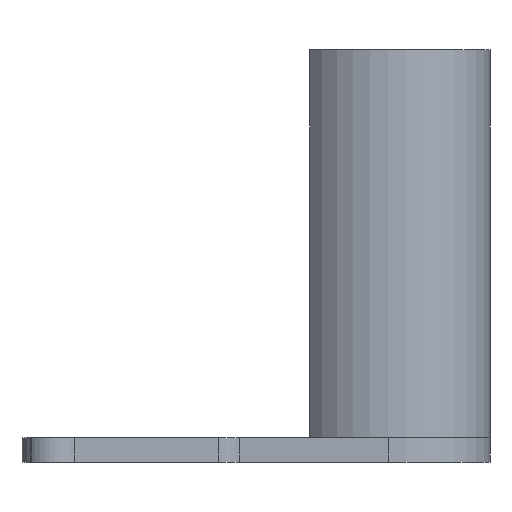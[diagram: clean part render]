
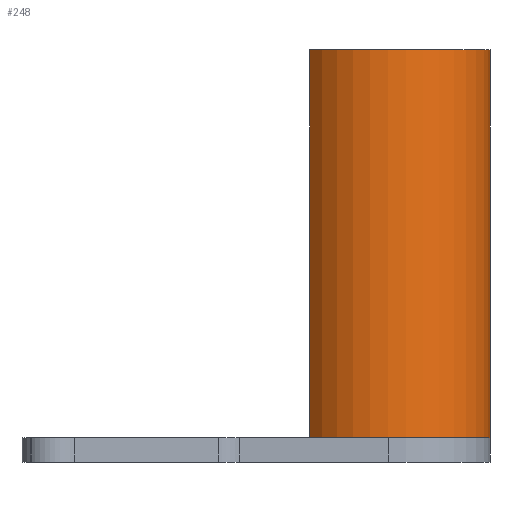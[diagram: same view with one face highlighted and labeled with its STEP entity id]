
A CAD part, front view. The second image highlights one B-rep face of the part: STEP entity #248.
In plain terms, the highlighted cylindrical face has radius 25 mm (diameter 50 mm), a partial arc.
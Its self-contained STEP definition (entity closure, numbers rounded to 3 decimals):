
#24 = VERTEX_POINT('',#25);
#25 = CARTESIAN_POINT('',(0.,25.,-95.));
#32 = PLANE('',#33);
#33 = AXIS2_PLACEMENT_3D('',#34,#35,#36);
#34 = CARTESIAN_POINT('',(25.,-25.,-95.));
#35 = DIRECTION('',(0.,0.,-1.));
#36 = DIRECTION('',(-1.,0.,0.));
#86 = VERTEX_POINT('',#87);
#87 = CARTESIAN_POINT('',(25.,0.,-95.));
#113 = EDGE_CURVE('',#24,#86,#114,.T.);
#114 = SURFACE_CURVE('',#115,(#120,#127),.PCURVE_S1.);
#115 = CIRCLE('',#116,25.);
#116 = AXIS2_PLACEMENT_3D('',#117,#118,#119);
#117 = CARTESIAN_POINT('',(0.,0.,-95.));
#118 = DIRECTION('',(0.,0.,-1.));
#119 = DIRECTION('',(-0.766,0.643,0.)
  );
#120 = PCURVE('',#32,#121);
#121 = DEFINITIONAL_REPRESENTATION('',(#122),#126);
#122 = CIRCLE('',#123,25.);
#123 = AXIS2_PLACEMENT_2D('',#124,#125);
#124 = CARTESIAN_POINT('',(25.,25.));
#125 = DIRECTION('',(0.766,0.643));
#126 = ( GEOMETRIC_REPRESENTATION_CONTEXT(2) 
PARAMETRIC_REPRESENTATION_CONTEXT() REPRESENTATION_CONTEXT('2D SPACE',''
  ) );
#127 = PCURVE('',#128,#133);
#128 = CYLINDRICAL_SURFACE('',#129,25.);
#129 = AXIS2_PLACEMENT_3D('',#130,#131,#132);
#130 = CARTESIAN_POINT('',(0.,0.,0.));
#131 = DIRECTION('',(0.,0.,-1.));
#132 = DIRECTION('',(-0.766,0.643,0.)
  );
#133 = DEFINITIONAL_REPRESENTATION('',(#134),#138);
#134 = LINE('',#135,#136);
#135 = CARTESIAN_POINT('',(0.,95.));
#136 = VECTOR('',#137,1.);
#137 = DIRECTION('',(1.,0.));
#138 = ( GEOMETRIC_REPRESENTATION_CONTEXT(2) 
PARAMETRIC_REPRESENTATION_CONTEXT() REPRESENTATION_CONTEXT('2D SPACE',''
  ) );
#237 = PLANE('',#238);
#238 = AXIS2_PLACEMENT_3D('',#239,#240,#241);
#239 = CARTESIAN_POINT('',(25.,-25.,-95.));
#240 = DIRECTION('',(0.,0.,-1.));
#241 = DIRECTION('',(-1.,0.,0.));
#248 = ADVANCED_FACE('',(#249),#128,.T.);
#249 = FACE_BOUND('',#250,.T.);
#250 = EDGE_LOOP('',(#251,#281,#310,#338,#362,#389,#390));
#251 = ORIENTED_EDGE('',*,*,#252,.T.);
#252 = EDGE_CURVE('',#253,#255,#257,.T.);
#253 = VERTEX_POINT('',#254);
#254 = CARTESIAN_POINT('',(-19.151,16.07,-95.));
#255 = VERTEX_POINT('',#256);
#256 = CARTESIAN_POINT('',(-19.151,16.07,
    0.));
#257 = SURFACE_CURVE('',#258,(#262,#269),.PCURVE_S1.);
#258 = LINE('',#259,#260);
#259 = CARTESIAN_POINT('',(-19.151,16.07,-95.));
#260 = VECTOR('',#261,1.);
#261 = DIRECTION('',(0.,0.,1.));
#262 = PCURVE('',#128,#263);
#263 = DEFINITIONAL_REPRESENTATION('',(#264),#268);
#264 = LINE('',#265,#266);
#265 = CARTESIAN_POINT('',(0.,95.));
#266 = VECTOR('',#267,1.);
#267 = DIRECTION('',(-0.,-1.));
#268 = ( GEOMETRIC_REPRESENTATION_CONTEXT(2) 
PARAMETRIC_REPRESENTATION_CONTEXT() REPRESENTATION_CONTEXT('2D SPACE',''
  ) );
#269 = PCURVE('',#270,#275);
#270 = PLANE('',#271);
#271 = AXIS2_PLACEMENT_3D('',#272,#273,#274);
#272 = CARTESIAN_POINT('',(-18.385,15.427,-47.5));
#273 = DIRECTION('',(-0.643,-0.766,0.)
  );
#274 = DIRECTION('',(0.,0.,-1.));
#275 = DEFINITIONAL_REPRESENTATION('',(#276),#280);
#276 = LINE('',#277,#278);
#277 = CARTESIAN_POINT('',(47.5,-1.));
#278 = VECTOR('',#279,1.);
#279 = DIRECTION('',(-1.,0.));
#280 = ( GEOMETRIC_REPRESENTATION_CONTEXT(2) 
PARAMETRIC_REPRESENTATION_CONTEXT() REPRESENTATION_CONTEXT('2D SPACE',''
  ) );
#281 = ORIENTED_EDGE('',*,*,#282,.T.);
#282 = EDGE_CURVE('',#255,#283,#285,.T.);
#283 = VERTEX_POINT('',#284);
#284 = CARTESIAN_POINT('',(-19.151,-16.07,
    0.));
#285 = SURFACE_CURVE('',#286,(#291,#298),.PCURVE_S1.);
#286 = CIRCLE('',#287,25.);
#287 = AXIS2_PLACEMENT_3D('',#288,#289,#290);
#288 = CARTESIAN_POINT('',(0.,0.,0.));
#289 = DIRECTION('',(0.,0.,-1.));
#290 = DIRECTION('',(-0.766,0.643,0.)
  );
#291 = PCURVE('',#128,#292);
#292 = DEFINITIONAL_REPRESENTATION('',(#293),#297);
#293 = LINE('',#294,#295);
#294 = CARTESIAN_POINT('',(0.,0.));
#295 = VECTOR('',#296,1.);
#296 = DIRECTION('',(1.,0.));
#297 = ( GEOMETRIC_REPRESENTATION_CONTEXT(2) 
PARAMETRIC_REPRESENTATION_CONTEXT() REPRESENTATION_CONTEXT('2D SPACE',''
  ) );
#298 = PCURVE('',#299,#304);
#299 = PLANE('',#300);
#300 = AXIS2_PLACEMENT_3D('',#301,#302,#303);
#301 = CARTESIAN_POINT('',(0.,0.,0.));
#302 = DIRECTION('',(0.,0.,-1.));
#303 = DIRECTION('',(-0.766,0.643,0.)
  );
#304 = DEFINITIONAL_REPRESENTATION('',(#305),#309);
#305 = CIRCLE('',#306,25.);
#306 = AXIS2_PLACEMENT_2D('',#307,#308);
#307 = CARTESIAN_POINT('',(0.,0.));
#308 = DIRECTION('',(1.,0.));
#309 = ( GEOMETRIC_REPRESENTATION_CONTEXT(2) 
PARAMETRIC_REPRESENTATION_CONTEXT() REPRESENTATION_CONTEXT('2D SPACE',''
  ) );
#310 = ORIENTED_EDGE('',*,*,#311,.T.);
#311 = EDGE_CURVE('',#283,#312,#314,.T.);
#312 = VERTEX_POINT('',#313);
#313 = CARTESIAN_POINT('',(-19.151,-16.07,-95.));
#314 = SURFACE_CURVE('',#315,(#319,#326),.PCURVE_S1.);
#315 = LINE('',#316,#317);
#316 = CARTESIAN_POINT('',(-19.151,-16.07,
    0.));
#317 = VECTOR('',#318,1.);
#318 = DIRECTION('',(0.,0.,-1.));
#319 = PCURVE('',#128,#320);
#320 = DEFINITIONAL_REPRESENTATION('',(#321),#325);
#321 = LINE('',#322,#323);
#322 = CARTESIAN_POINT('',(4.887,0.));
#323 = VECTOR('',#324,1.);
#324 = DIRECTION('',(0.,1.));
#325 = ( GEOMETRIC_REPRESENTATION_CONTEXT(2) 
PARAMETRIC_REPRESENTATION_CONTEXT() REPRESENTATION_CONTEXT('2D SPACE',''
  ) );
#326 = PCURVE('',#327,#332);
#327 = PLANE('',#328);
#328 = AXIS2_PLACEMENT_3D('',#329,#330,#331);
#329 = CARTESIAN_POINT('',(-18.385,-15.427,-47.5));
#330 = DIRECTION('',(0.643,-0.766,0.)
  );
#331 = DIRECTION('',(0.,0.,-1.));
#332 = DEFINITIONAL_REPRESENTATION('',(#333),#337);
#333 = LINE('',#334,#335);
#334 = CARTESIAN_POINT('',(-47.5,-1.));
#335 = VECTOR('',#336,1.);
#336 = DIRECTION('',(1.,0.));
#337 = ( GEOMETRIC_REPRESENTATION_CONTEXT(2) 
PARAMETRIC_REPRESENTATION_CONTEXT() REPRESENTATION_CONTEXT('2D SPACE',''
  ) );
#338 = ORIENTED_EDGE('',*,*,#339,.F.);
#339 = EDGE_CURVE('',#340,#312,#342,.T.);
#340 = VERTEX_POINT('',#341);
#341 = CARTESIAN_POINT('',(0.,-25.,-95.));
#342 = SURFACE_CURVE('',#343,(#348,#355),.PCURVE_S1.);
#343 = CIRCLE('',#344,25.);
#344 = AXIS2_PLACEMENT_3D('',#345,#346,#347);
#345 = CARTESIAN_POINT('',(0.,0.,-95.));
#346 = DIRECTION('',(0.,0.,-1.));
#347 = DIRECTION('',(-0.766,0.643,0.)
  );
#348 = PCURVE('',#128,#349);
#349 = DEFINITIONAL_REPRESENTATION('',(#350),#354);
#350 = LINE('',#351,#352);
#351 = CARTESIAN_POINT('',(0.,95.));
#352 = VECTOR('',#353,1.);
#353 = DIRECTION('',(1.,0.));
#354 = ( GEOMETRIC_REPRESENTATION_CONTEXT(2) 
PARAMETRIC_REPRESENTATION_CONTEXT() REPRESENTATION_CONTEXT('2D SPACE',''
  ) );
#355 = PCURVE('',#237,#356);
#356 = DEFINITIONAL_REPRESENTATION('',(#357),#361);
#357 = CIRCLE('',#358,25.);
#358 = AXIS2_PLACEMENT_2D('',#359,#360);
#359 = CARTESIAN_POINT('',(25.,25.));
#360 = DIRECTION('',(0.766,0.643));
#361 = ( GEOMETRIC_REPRESENTATION_CONTEXT(2) 
PARAMETRIC_REPRESENTATION_CONTEXT() REPRESENTATION_CONTEXT('2D SPACE',''
  ) );
#362 = ORIENTED_EDGE('',*,*,#363,.F.);
#363 = EDGE_CURVE('',#86,#340,#364,.T.);
#364 = SURFACE_CURVE('',#365,(#370,#377),.PCURVE_S1.);
#365 = CIRCLE('',#366,25.);
#366 = AXIS2_PLACEMENT_3D('',#367,#368,#369);
#367 = CARTESIAN_POINT('',(0.,0.,-95.));
#368 = DIRECTION('',(0.,0.,-1.));
#369 = DIRECTION('',(-0.766,0.643,0.)
  );
#370 = PCURVE('',#128,#371);
#371 = DEFINITIONAL_REPRESENTATION('',(#372),#376);
#372 = LINE('',#373,#374);
#373 = CARTESIAN_POINT('',(0.,95.));
#374 = VECTOR('',#375,1.);
#375 = DIRECTION('',(1.,0.));
#376 = ( GEOMETRIC_REPRESENTATION_CONTEXT(2) 
PARAMETRIC_REPRESENTATION_CONTEXT() REPRESENTATION_CONTEXT('2D SPACE',''
  ) );
#377 = PCURVE('',#378,#383);
#378 = PLANE('',#379);
#379 = AXIS2_PLACEMENT_3D('',#380,#381,#382);
#380 = CARTESIAN_POINT('',(25.,-25.,-95.));
#381 = DIRECTION('',(0.,0.,-1.));
#382 = DIRECTION('',(-1.,0.,0.));
#383 = DEFINITIONAL_REPRESENTATION('',(#384),#388);
#384 = CIRCLE('',#385,25.);
#385 = AXIS2_PLACEMENT_2D('',#386,#387);
#386 = CARTESIAN_POINT('',(25.,25.));
#387 = DIRECTION('',(0.766,0.643));
#388 = ( GEOMETRIC_REPRESENTATION_CONTEXT(2) 
PARAMETRIC_REPRESENTATION_CONTEXT() REPRESENTATION_CONTEXT('2D SPACE',''
  ) );
#389 = ORIENTED_EDGE('',*,*,#113,.F.);
#390 = ORIENTED_EDGE('',*,*,#391,.F.);
#391 = EDGE_CURVE('',#253,#24,#392,.T.);
#392 = SURFACE_CURVE('',#393,(#398,#405),.PCURVE_S1.);
#393 = CIRCLE('',#394,25.);
#394 = AXIS2_PLACEMENT_3D('',#395,#396,#397);
#395 = CARTESIAN_POINT('',(0.,0.,-95.));
#396 = DIRECTION('',(0.,0.,-1.));
#397 = DIRECTION('',(-0.766,0.643,0.)
  );
#398 = PCURVE('',#128,#399);
#399 = DEFINITIONAL_REPRESENTATION('',(#400),#404);
#400 = LINE('',#401,#402);
#401 = CARTESIAN_POINT('',(0.,95.));
#402 = VECTOR('',#403,1.);
#403 = DIRECTION('',(1.,0.));
#404 = ( GEOMETRIC_REPRESENTATION_CONTEXT(2) 
PARAMETRIC_REPRESENTATION_CONTEXT() REPRESENTATION_CONTEXT('2D SPACE',''
  ) );
#405 = PCURVE('',#237,#406);
#406 = DEFINITIONAL_REPRESENTATION('',(#407),#411);
#407 = CIRCLE('',#408,25.);
#408 = AXIS2_PLACEMENT_2D('',#409,#410);
#409 = CARTESIAN_POINT('',(25.,25.));
#410 = DIRECTION('',(0.766,0.643));
#411 = ( GEOMETRIC_REPRESENTATION_CONTEXT(2) 
PARAMETRIC_REPRESENTATION_CONTEXT() REPRESENTATION_CONTEXT('2D SPACE',''
  ) );
